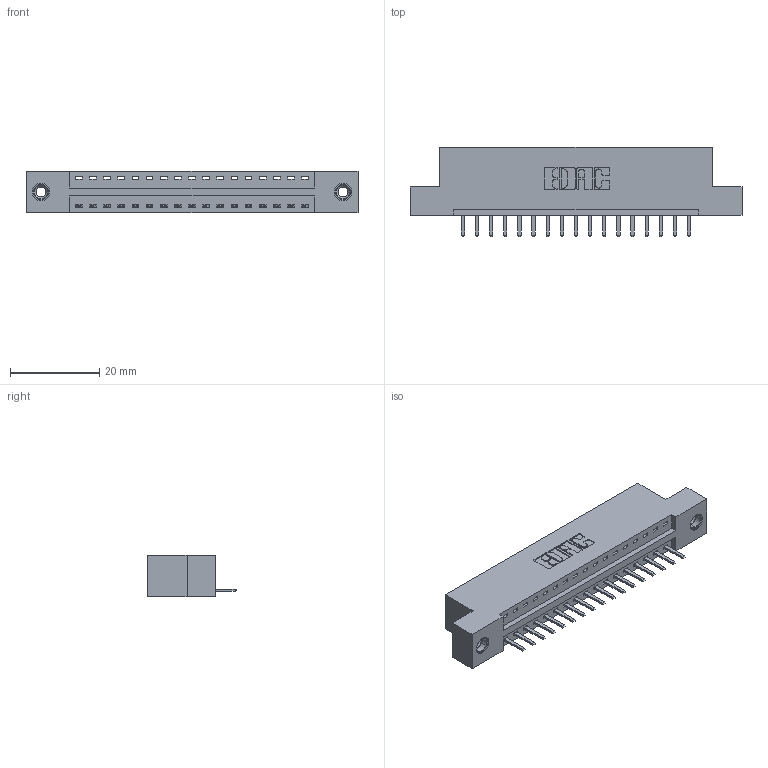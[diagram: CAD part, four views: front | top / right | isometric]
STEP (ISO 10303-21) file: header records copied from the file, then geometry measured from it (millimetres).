
FILE_DESCRIPTION (( 'STEP AP203' ), '1' );
FILE_NAME ('396-017-520-108.STEP', '2019-10-26T18:37:45', ( '' ), ( '' ), 'SwSTEP 2.0', 'SolidWorks 2016', '' );
FILE_SCHEMA (( 'CONFIG_CONTROL_DESIGN' ));
Length unit declared in the file: inch
Products named in the file (4): 345-250-001_345-250-003-102; 346 Part_Flush Mounting Lugs - 0.156 Dia-TI; 396-017-520-108; 345-292-001_345-293-120
Assembly tree (20 placements, depth 2):
  396-017-520-108
    346 Part_Flush Mounting Lugs - 0.156 Dia-TI
    345-292-001_345-293-120  x17
    345-250-001_345-250-003-102  x2
Bounding box: 74.55 x 20.02 x 9.4 mm (x, y, z)
Volume: 6908.3 mm3; surface area: 8223.3 mm2
Topology: 20 solids, 20 shells, 1236 faces, 3593 edges, 2342 vertices
Faces by surface type: plane 822, cylinder 398, cone 12, torus 4
Entity records: 15216 total; most frequent: CARTESIAN_POINT 2610, ORIENTED_EDGE 2542, DIRECTION 2347, EDGE_CURVE 1271, LINE 1047, VECTOR 1047, VERTEX_POINT 840, AXIS2_PLACEMENT_3D 650
